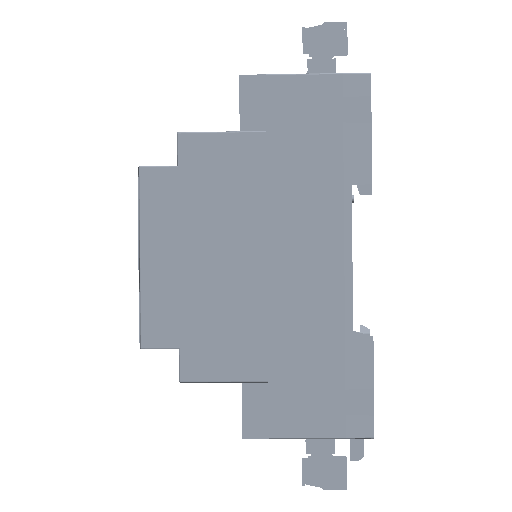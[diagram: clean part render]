
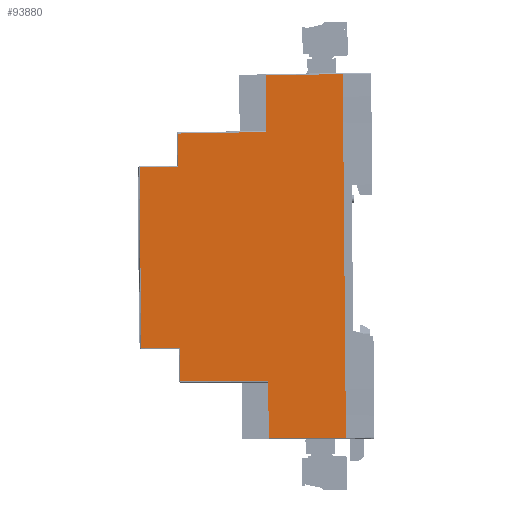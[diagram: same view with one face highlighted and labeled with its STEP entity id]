
A CAD part, left-side view. The second image highlights one B-rep face of the part: STEP entity #93880.
In plain terms, the highlighted face is planar.
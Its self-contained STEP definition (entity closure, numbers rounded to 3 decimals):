
#48159 = CARTESIAN_POINT ( 'NONE',  ( -29609.933, -26734.137, -39.44 ) ) ;
#48176 = CARTESIAN_POINT ( 'NONE',  ( -29557.153, -26734.054, -29.94 ) ) ;
#48180 = CARTESIAN_POINT ( 'NONE',  ( -29618.174, -26734.054, -29.94 ) ) ;
#48319 = CARTESIAN_POINT ( 'NONE',  ( -29565.394, -26734.137, -39.44 ) ) ;
#61784 = CARTESIAN_POINT ( 'NONE',  ( -29543.029, -26733.865, -8.237 ) ) ;
#61785 = LINE ( 'NONE', #61784, #61813 ) ;
#61812 = DIRECTION ( 'NONE',  ( 0.009, 0.009, 1. ) ) ;
#61813 = VECTOR ( 'NONE', #61812, 1000. ) ;
#61822 = CARTESIAN_POINT ( 'NONE',  ( -29543.029, -26733.865, -8.237 ) ) ;
#61835 = CARTESIAN_POINT ( 'NONE',  ( -29548.813, -26733.699, 10.763 ) ) ;
#61836 = CARTESIAN_POINT ( 'NONE',  ( -29542.863, -26733.699, 10.763 ) ) ;
#61910 = CARTESIAN_POINT ( 'NONE',  ( -29554.513, -26733.699, 10.763 ) ) ;
#61951 = CARTESIAN_POINT ( 'NONE',  ( -29632.463, -26733.699, 10.763 ) ) ;
#62008 = CARTESIAN_POINT ( 'NONE',  ( -29626.513, -26733.699, 10.763 ) ) ;
#62009 = DIRECTION ( 'NONE',  ( -1., 0., 0. ) ) ;
#62010 = VECTOR ( 'NONE', #62009, 1000. ) ;
#62011 = CARTESIAN_POINT ( 'NONE',  ( -29620.813, -26733.699, 10.763 ) ) ;
#62012 = CARTESIAN_POINT ( 'NONE',  ( -29632.298, -26733.865, -8.237 ) ) ;
#62017 = CARTESIAN_POINT ( 'NONE',  ( -29612.563, -26733.699, 10.763 ) ) ;
#62018 = LINE ( 'NONE', #62017, #62010 ) ;
#62035 = DIRECTION ( 'NONE',  ( -1., 0., 0. ) ) ;
#62036 = VECTOR ( 'NONE', #62035, 1000. ) ;
#62037 = CARTESIAN_POINT ( 'NONE',  ( -29612.563, -26733.699, 10.763 ) ) ;
#62038 = LINE ( 'NONE', #62037, #62036 ) ;
#62083 = DIRECTION ( 'NONE',  ( 0.009, 0.009, 1. ) ) ;
#62084 = VECTOR ( 'NONE', #62083, 1000. ) ;
#62085 = CARTESIAN_POINT ( 'NONE',  ( -29565.394, -26734.137, -39.44 ) ) ;
#62086 = LINE ( 'NONE', #62085, #62084 ) ;
#62105 = DIRECTION ( 'NONE',  ( 1., 0., 0. ) ) ;
#62106 = VECTOR ( 'NONE', #62105, 1000. ) ;
#62107 = CARTESIAN_POINT ( 'NONE',  ( -29565.311, -26734.054, -29.94 ) ) ;
#62110 = LINE ( 'NONE', #62111, #62106 ) ;
#62111 = CARTESIAN_POINT ( 'NONE',  ( -29612.563, -26734.137, -39.44 ) ) ;
#62126 = LINE ( 'NONE', #62167, #62165 ) ;
#62133 = CARTESIAN_POINT ( 'NONE',  ( -29618.363, -26733.865, -8.237 ) ) ;
#62143 = DIRECTION ( 'NONE',  ( 0.009, -0.009, -1. ) ) ;
#62144 = VECTOR ( 'NONE', #62143, 1000. ) ;
#62145 = CARTESIAN_POINT ( 'NONE',  ( -29610.016, -26734.054, -29.94 ) ) ;
#62146 = LINE ( 'NONE', #62145, #62144 ) ;
#62159 = DIRECTION ( 'NONE',  ( 1., 0., 0. ) ) ;
#62160 = VECTOR ( 'NONE', #62159, 1000. ) ;
#62161 = CARTESIAN_POINT ( 'NONE',  ( -29612.563, -26734.054, -29.94 ) ) ;
#62162 = LINE ( 'NONE', #62161, #62160 ) ;
#62164 = DIRECTION ( 'NONE',  ( 0.009, -0.009, -1. ) ) ;
#62165 = VECTOR ( 'NONE', #62164, 1000. ) ;
#62166 = LINE ( 'NONE', #62216, #62213 ) ;
#62167 = CARTESIAN_POINT ( 'NONE',  ( -29618.363, -26733.865, -8.237 ) ) ;
#62183 = CARTESIAN_POINT ( 'NONE',  ( -29610.016, -26734.054, -29.94 ) ) ;
#62213 = VECTOR ( 'NONE', #62215, 1000. ) ;
#62214 = CARTESIAN_POINT ( 'NONE',  ( -29556.963, -26733.865, -8.237 ) ) ;
#62215 = DIRECTION ( 'NONE',  ( 0.009, -0.009, -1. ) ) ;
#62216 = CARTESIAN_POINT ( 'NONE',  ( -29632.463, -26733.699, 10.763 ) ) ;
#62236 = DIRECTION ( 'NONE',  ( 0.009, 0.009, 1. ) ) ;
#62237 = VECTOR ( 'NONE', #62236, 1000. ) ;
#62241 = LINE ( 'NONE', #62242, #62237 ) ;
#62242 = CARTESIAN_POINT ( 'NONE',  ( -29557.153, -26734.054, -29.94 ) ) ;
#62264 = DIRECTION ( 'NONE',  ( 1., 0., 0. ) ) ;
#62265 = VECTOR ( 'NONE', #62264, 1000. ) ;
#62266 = CARTESIAN_POINT ( 'NONE',  ( -29612.563, -26734.054, -29.94 ) ) ;
#62267 = LINE ( 'NONE', #62266, #62265 ) ;
#62650 = VECTOR ( 'NONE', #62685, 1000. ) ;
#62669 = CARTESIAN_POINT ( 'NONE',  ( -29612.563, -26733.865, -8.237 ) ) ;
#62677 = LINE ( 'NONE', #62669, #62650 ) ;
#62685 = DIRECTION ( 'NONE',  ( 1., 0., 0. ) ) ;
#63117 = DIRECTION ( 'NONE',  ( 1., 0., 0. ) ) ;
#63118 = VECTOR ( 'NONE', #63117, 1000. ) ;
#63119 = CARTESIAN_POINT ( 'NONE',  ( -29612.563, -26733.865, -8.237 ) ) ;
#63120 = LINE ( 'NONE', #63119, #63118 ) ;
#64421 = VECTOR ( 'NONE', #64455, 1000. ) ;
#64441 = DIRECTION ( 'NONE',  ( -1., 0., 0. ) ) ;
#64442 = VECTOR ( 'NONE', #64441, 1000. ) ;
#64443 = CARTESIAN_POINT ( 'NONE',  ( -29632.763, -26733.699, 10.763 ) ) ;
#64447 = DIRECTION ( 'NONE',  ( -1., 0., 0. ) ) ;
#64448 = VECTOR ( 'NONE', #64447, 1000. ) ;
#64449 = CARTESIAN_POINT ( 'NONE',  ( -29632.763, -26733.699, 10.763 ) ) ;
#64450 = LINE ( 'NONE', #64449, #64448 ) ;
#64451 = CARTESIAN_POINT ( 'NONE',  ( -29632.763, -26733.699, 10.763 ) ) ;
#64452 = LINE ( 'NONE', #64451, #64421 ) ;
#64453 = LINE ( 'NONE', #64443, #64442 ) ;
#64455 = DIRECTION ( 'NONE',  ( -1., 0., 0. ) ) ;
#64480 = FACE_OUTER_BOUND ( 'NONE', #93876, .T. ) ;
#64488 = PLANE ( 'NONE',  #64489 ) ;
#64489 = AXIS2_PLACEMENT_3D ( 'NONE', #64520, #64519, #64518 ) ;
#64518 = DIRECTION ( 'NONE',  ( 0., -0.009, -1. ) ) ;
#64519 = DIRECTION ( 'NONE',  ( 0., -1., 0.009 ) ) ;
#64520 = CARTESIAN_POINT ( 'NONE',  ( -29612.563, -26734.227, -49.706 ) ) ;
#87840 = VERTEX_POINT ( 'NONE', #48159 ) ;
#87851 = VERTEX_POINT ( 'NONE', #48180 ) ;
#87866 = VERTEX_POINT ( 'NONE', #48176 ) ;
#87876 = VERTEX_POINT ( 'NONE', #48319 ) ;
#92844 = VERTEX_POINT ( 'NONE', #61822 ) ;
#92848 = EDGE_CURVE ( 'NONE', #92844, #92861, #61785, .T. ) ;
#92858 = VERTEX_POINT ( 'NONE', #61835 ) ;
#92861 = VERTEX_POINT ( 'NONE', #61836 ) ;
#92884 = VERTEX_POINT ( 'NONE', #61910 ) ;
#92905 = VERTEX_POINT ( 'NONE', #61951 ) ;
#92912 = EDGE_CURVE ( 'NONE', #92858, #92884, #62018, .T. ) ;
#92915 = VERTEX_POINT ( 'NONE', #62012 ) ;
#92917 = VERTEX_POINT ( 'NONE', #62011 ) ;
#92918 = VERTEX_POINT ( 'NONE', #62008 ) ;
#92923 = EDGE_CURVE ( 'NONE', #92917, #92918, #62038, .T. ) ;
#92933 = EDGE_CURVE ( 'NONE', #87876, #92938, #62086, .T. ) ;
#92936 = EDGE_CURVE ( 'NONE', #87840, #87876, #62110, .T. ) ;
#92938 = VERTEX_POINT ( 'NONE', #62107 ) ;
#92948 = EDGE_CURVE ( 'NONE', #92966, #87840, #62146, .T. ) ;
#92956 = VERTEX_POINT ( 'NONE', #62133 ) ;
#92957 = EDGE_CURVE ( 'NONE', #92956, #87851, #62126, .T. ) ;
#92958 = EDGE_CURVE ( 'NONE', #87851, #92966, #62162, .T. ) ;
#92966 = VERTEX_POINT ( 'NONE', #62183 ) ;
#92968 = EDGE_CURVE ( 'NONE', #92905, #92915, #62166, .T. ) ;
#92972 = VERTEX_POINT ( 'NONE', #62214 ) ;
#92979 = EDGE_CURVE ( 'NONE', #87866, #92972, #62241, .T. ) ;
#92987 = EDGE_CURVE ( 'NONE', #92938, #87866, #62267, .T. ) ;
#93144 = EDGE_CURVE ( 'NONE', #92972, #92844, #62677, .T. ) ;
#93376 = EDGE_CURVE ( 'NONE', #92915, #92956, #63120, .T. ) ;
#93794 = ORIENTED_EDGE ( 'NONE', *, *, #92987, .F. ) ;
#93795 = ORIENTED_EDGE ( 'NONE', *, *, #92933, .F. ) ;
#93796 = ORIENTED_EDGE ( 'NONE', *, *, #93376, .F. ) ;
#93797 = ORIENTED_EDGE ( 'NONE', *, *, #92948, .F. ) ;
#93798 = ORIENTED_EDGE ( 'NONE', *, *, #93864, .F. ) ;
#93846 = ORIENTED_EDGE ( 'NONE', *, *, #93869, .F. ) ;
#93848 = ORIENTED_EDGE ( 'NONE', *, *, #93144, .F. ) ;
#93863 = ORIENTED_EDGE ( 'NONE', *, *, #92957, .F. ) ;
#93864 = EDGE_CURVE ( 'NONE', #92918, #92905, #64450, .T. ) ;
#93865 = ORIENTED_EDGE ( 'NONE', *, *, #92968, .F. ) ;
#93867 = ORIENTED_EDGE ( 'NONE', *, *, #92912, .F. ) ;
#93868 = EDGE_CURVE ( 'NONE', #92884, #92917, #64453, .T. ) ;
#93869 = EDGE_CURVE ( 'NONE', #92861, #92858, #64452, .T. ) ;
#93870 = ORIENTED_EDGE ( 'NONE', *, *, #93868, .F. ) ;
#93871 = ORIENTED_EDGE ( 'NONE', *, *, #92848, .F. ) ;
#93876 = EDGE_LOOP ( 'NONE', ( #93881, #93794, #93795, #93877, #93797, #93882, #93863, #93796, #93865, #93798, #93879, #93870, #93867, #93846, #93871, #93848 ) ) ;
#93877 = ORIENTED_EDGE ( 'NONE', *, *, #92936, .F. ) ;
#93879 = ORIENTED_EDGE ( 'NONE', *, *, #92923, .F. ) ;
#93880 = ADVANCED_FACE ( 'NONE', ( #64480 ), #64488, .F. ) ;
#93881 = ORIENTED_EDGE ( 'NONE', *, *, #92979, .F. ) ;
#93882 = ORIENTED_EDGE ( 'NONE', *, *, #92958, .F. ) ;
